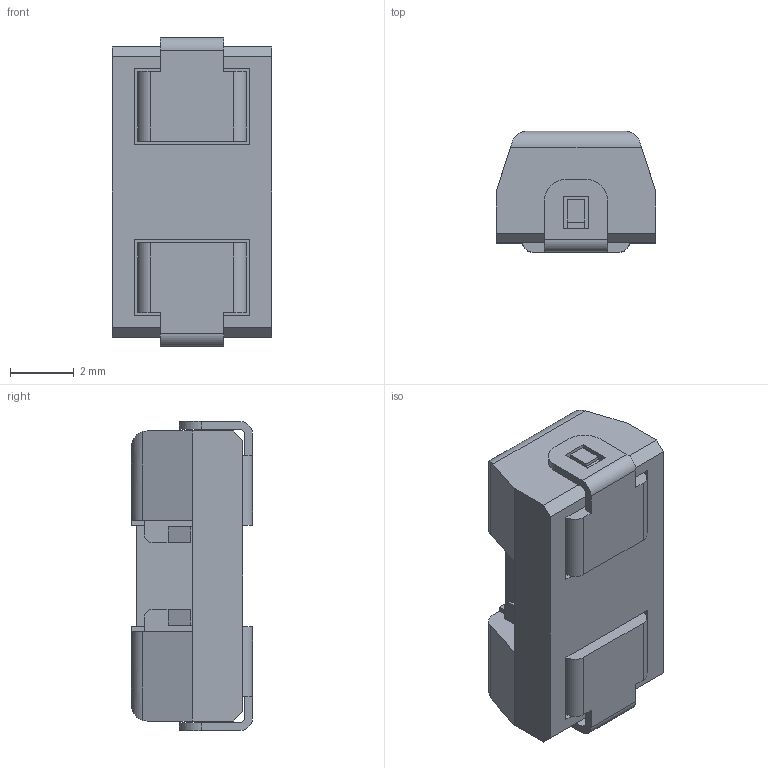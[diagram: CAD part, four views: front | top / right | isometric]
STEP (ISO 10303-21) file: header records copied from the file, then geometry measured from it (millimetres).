
FILE_DESCRIPTION (( 'STEP AP214' ), '1' );
FILE_NAME ('0154010.DR.STEP', '2022-05-16T12:49:55', ( '' ), ( '' ), 'SwSTEP 2.0', 'SolidWorks 2018', '' );
FILE_SCHEMA (( 'AUTOMOTIVE_DESIGN' ));
Length unit declared in the file: millimetre
Products named in the file (1): 0154010.DR
Bounding box: 5.03 x 3.81 x 9.73 mm (x, y, z)
Volume: 133.5 mm3; surface area: 311.2 mm2
Topology: 1 solids, 1 shells, 182 faces, 518 edges, 340 vertices
Faces by surface type: plane 156, cylinder 26
Entity records: 7870 total; most frequent: CARTESIAN_POINT 1065, ORIENTED_EDGE 1036, DIRECTION 920, EDGE_CURVE 518, VECTOR 466, LINE 466, VERTEX_POINT 340, AXIS2_PLACEMENT_3D 227
